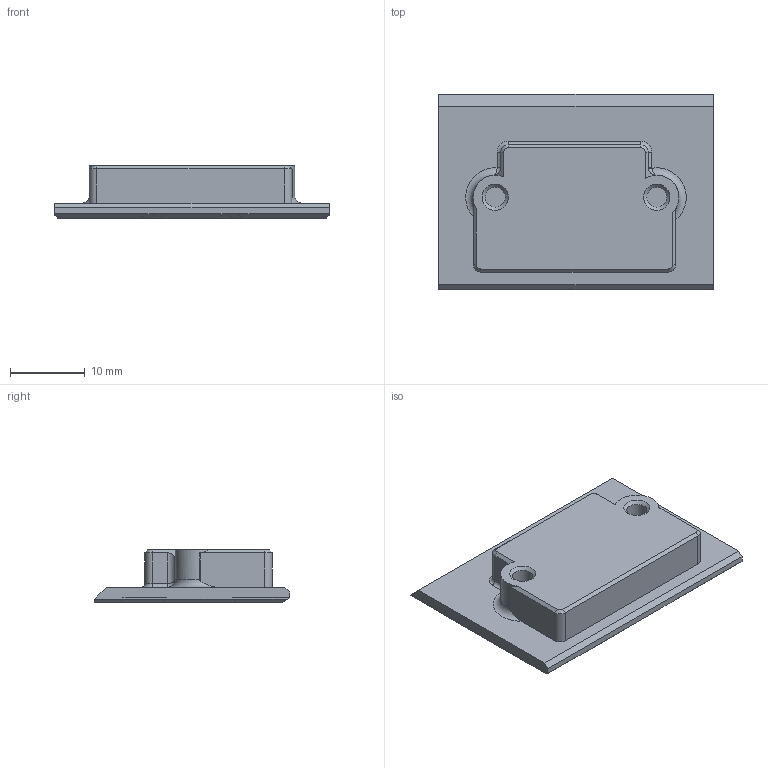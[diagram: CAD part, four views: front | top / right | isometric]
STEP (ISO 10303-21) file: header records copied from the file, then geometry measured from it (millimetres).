
FILE_DESCRIPTION(/* description */ ('[a]_Cable_Entry-Outside_x2'),/* implementation_level */ '2;1');
FILE_NAME(/* name */ 'Cable_Entry-Outside_EMU.step',/* time_stamp */ '2026-02-06T13:10:49+01:00',/* author */ (''),/* organization */ (''),/* preprocessor_version */ 'ST-DEVELOPER v20.1',/* originating_system */ 'Autodesk Translation Framework v14.24.0.0',/* authorisation */ '');
FILE_SCHEMA (('AUTOMOTIVE_DESIGN { 1 0 10303 214 3 1 1 }'));
Length unit declared in the file: millimetre
Products named in the file (1): [a]_Cable_Entry-Outside_x2
Bounding box: 36.7 x 26.09 x 7 mm (x, y, z)
Volume: 3913.3 mm3; surface area: 3702.9 mm2
Topology: 6 solids, 6 shells, 220 faces, 583 edges, 380 vertices
Faces by surface type: bspline 105, plane 90, cylinder 15, cone 6, torus 4
Full cylindrical faces by diameter (mm): 2.7 x2
Entity records: 7346 total; most frequent: CARTESIAN_POINT 2932, ORIENTED_EDGE 1162, DIRECTION 615, EDGE_CURVE 581, VERTEX_POINT 380, LINE 295, VECTOR 295, EDGE_LOOP 227
